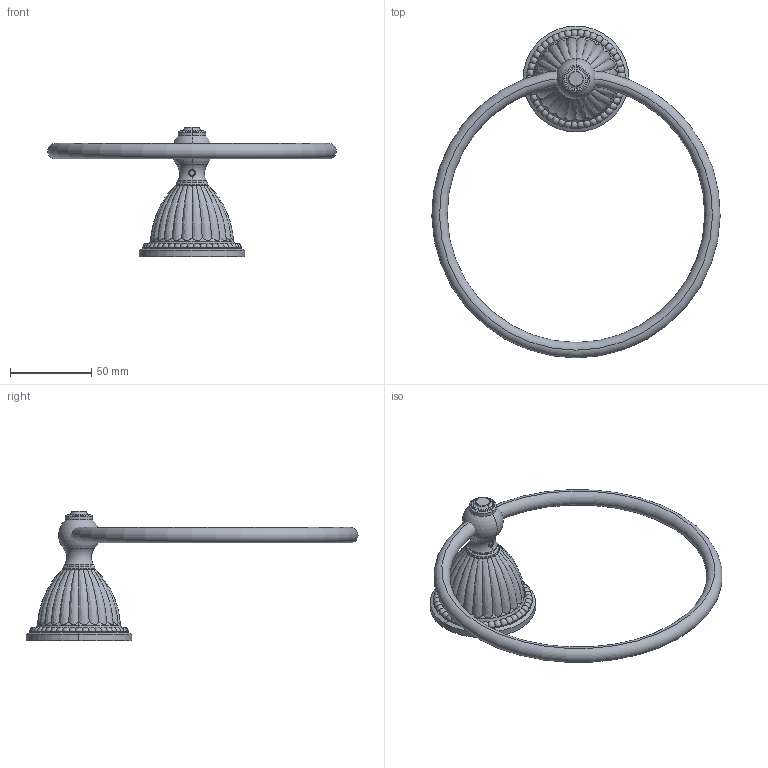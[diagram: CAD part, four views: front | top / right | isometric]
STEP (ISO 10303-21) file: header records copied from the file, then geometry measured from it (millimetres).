
FILE_DESCRIPTION((''),'2;1');
FILE_NAME('22-09_WEB','2010-08-19T',('ramkumar'),(''),'PRO/ENGINEER BY PARAMETRIC TECHNOLOGY CORPORATION, 2009300','PRO/ENGINEER BY PARAMETRIC TECHNOLOGY CORPORATION, 2009300','');
FILE_SCHEMA(('CONFIG_CONTROL_DESIGN'));
Length unit declared in the file: inch
Products named in the file (1): 22-09_WEB
Bounding box: 177.77 x 204.66 x 79.63 mm (x, y, z)
Surface area: 32825.4 mm2 (no closed solid volume)
Topology: 0 solids, 8 shells, 190 faces, 628 edges, 354 vertices
Faces by surface type: sphere 92, bspline 31, plane 30, cylinder 17, torus 12, cone 8
Entity records: 9286 total; most frequent: CARTESIAN_POINT 4853, ORIENTED_EDGE 1002, DIRECTION 786, EDGE_CURVE 538, AXIS2_PLACEMENT_3D 380, VERTEX_POINT 354, B_SPLINE_CURVE_WITH_KNOTS 291, CIRCLE 221
